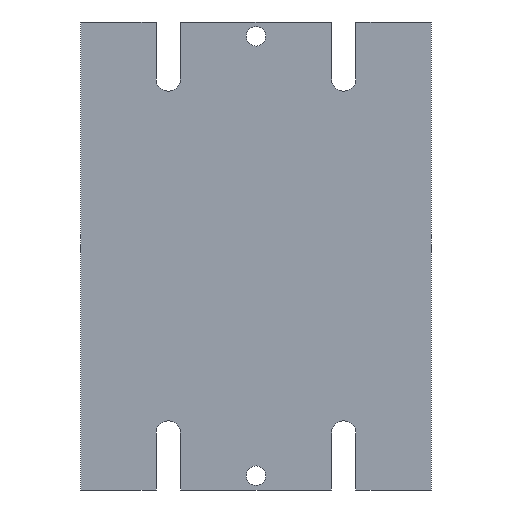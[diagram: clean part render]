
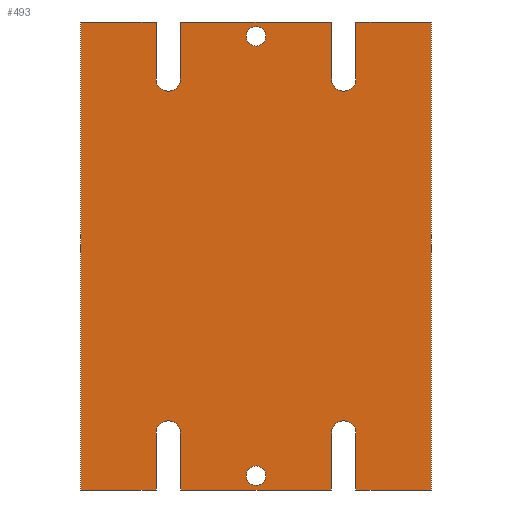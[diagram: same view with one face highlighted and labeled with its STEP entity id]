
A CAD part, front view. The second image highlights one B-rep face of the part: STEP entity #493.
In plain terms, the highlighted planar face has unit normal (0, -1, 0).
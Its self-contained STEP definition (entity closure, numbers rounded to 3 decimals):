
#14=FACE_BOUND('',#81,.T.);
#15=FACE_BOUND('',#82,.T.);
#32=PLANE('',#549);
#56=FACE_OUTER_BOUND('',#80,.T.);
#80=EDGE_LOOP('',(#398,#399,#400,#401,#402,#403,#404,#405,#406,#407,#408,
#409,#410,#411,#412,#413,#414,#415,#416,#417));
#81=EDGE_LOOP('',(#418));
#82=EDGE_LOOP('',(#419));
#90=LINE('',#697,#144);
#94=LINE('',#706,#148);
#98=LINE('',#718,#152);
#102=LINE('',#727,#156);
#106=LINE('',#739,#160);
#110=LINE('',#748,#164);
#114=LINE('',#760,#168);
#118=LINE('',#769,#172);
#122=LINE('',#780,#176);
#127=LINE('',#789,#181);
#128=LINE('',#791,#182);
#130=LINE('',#795,#184);
#135=LINE('',#804,#189);
#136=LINE('',#806,#190);
#138=LINE('',#809,#192);
#139=LINE('',#810,#193);
#144=VECTOR('',#571,10.);
#148=VECTOR('',#577,10.);
#152=VECTOR('',#589,10.);
#156=VECTOR('',#595,10.);
#160=VECTOR('',#607,10.);
#164=VECTOR('',#613,10.);
#168=VECTOR('',#625,10.);
#172=VECTOR('',#631,10.);
#176=VECTOR('',#643,10.);
#181=VECTOR('',#650,10.);
#182=VECTOR('',#653,10.);
#184=VECTOR('',#657,10.);
#189=VECTOR('',#664,10.);
#190=VECTOR('',#667,10.);
#192=VECTOR('',#671,10.);
#193=VECTOR('',#672,10.);
#197=CIRCLE('',#519,1.2);
#199=CIRCLE('',#522,1.2);
#200=CIRCLE('',#526,1.5);
#202=CIRCLE('',#531,1.5);
#204=CIRCLE('',#536,1.5);
#206=CIRCLE('',#541,1.5);
#209=VERTEX_POINT('',#685);
#211=VERTEX_POINT('',#691);
#212=VERTEX_POINT('',#695);
#213=VERTEX_POINT('',#696);
#216=VERTEX_POINT('',#704);
#217=VERTEX_POINT('',#705);
#220=VERTEX_POINT('',#716);
#221=VERTEX_POINT('',#717);
#224=VERTEX_POINT('',#725);
#225=VERTEX_POINT('',#726);
#228=VERTEX_POINT('',#737);
#229=VERTEX_POINT('',#738);
#232=VERTEX_POINT('',#746);
#233=VERTEX_POINT('',#747);
#236=VERTEX_POINT('',#758);
#237=VERTEX_POINT('',#759);
#240=VERTEX_POINT('',#767);
#241=VERTEX_POINT('',#768);
#244=VERTEX_POINT('',#779);
#247=VERTEX_POINT('',#787);
#248=VERTEX_POINT('',#794);
#251=VERTEX_POINT('',#802);
#254=EDGE_CURVE('',#209,#209,#197,.T.);
#257=EDGE_CURVE('',#211,#211,#199,.T.);
#258=EDGE_CURVE('',#212,#213,#90,.T.);
#262=EDGE_CURVE('',#216,#217,#94,.T.);
#266=EDGE_CURVE('',#217,#212,#200,.T.);
#268=EDGE_CURVE('',#220,#221,#98,.T.);
#272=EDGE_CURVE('',#224,#225,#102,.T.);
#276=EDGE_CURVE('',#225,#220,#202,.T.);
#278=EDGE_CURVE('',#228,#229,#106,.T.);
#282=EDGE_CURVE('',#232,#233,#110,.T.);
#286=EDGE_CURVE('',#233,#228,#204,.T.);
#288=EDGE_CURVE('',#236,#237,#114,.T.);
#292=EDGE_CURVE('',#240,#241,#118,.T.);
#296=EDGE_CURVE('',#241,#236,#206,.T.);
#298=EDGE_CURVE('',#232,#244,#122,.T.);
#303=EDGE_CURVE('',#247,#221,#127,.T.);
#304=EDGE_CURVE('',#224,#229,#128,.T.);
#306=EDGE_CURVE('',#240,#248,#130,.T.);
#311=EDGE_CURVE('',#251,#213,#135,.T.);
#312=EDGE_CURVE('',#216,#237,#136,.T.);
#314=EDGE_CURVE('',#244,#251,#138,.T.);
#315=EDGE_CURVE('',#248,#247,#139,.T.);
#398=ORIENTED_EDGE('',*,*,#262,.T.);
#399=ORIENTED_EDGE('',*,*,#266,.T.);
#400=ORIENTED_EDGE('',*,*,#258,.T.);
#401=ORIENTED_EDGE('',*,*,#311,.F.);
#402=ORIENTED_EDGE('',*,*,#314,.F.);
#403=ORIENTED_EDGE('',*,*,#298,.F.);
#404=ORIENTED_EDGE('',*,*,#282,.T.);
#405=ORIENTED_EDGE('',*,*,#286,.T.);
#406=ORIENTED_EDGE('',*,*,#278,.T.);
#407=ORIENTED_EDGE('',*,*,#304,.F.);
#408=ORIENTED_EDGE('',*,*,#272,.T.);
#409=ORIENTED_EDGE('',*,*,#276,.T.);
#410=ORIENTED_EDGE('',*,*,#268,.T.);
#411=ORIENTED_EDGE('',*,*,#303,.F.);
#412=ORIENTED_EDGE('',*,*,#315,.F.);
#413=ORIENTED_EDGE('',*,*,#306,.F.);
#414=ORIENTED_EDGE('',*,*,#292,.T.);
#415=ORIENTED_EDGE('',*,*,#296,.T.);
#416=ORIENTED_EDGE('',*,*,#288,.T.);
#417=ORIENTED_EDGE('',*,*,#312,.F.);
#418=ORIENTED_EDGE('',*,*,#254,.T.);
#419=ORIENTED_EDGE('',*,*,#257,.T.);
#493=ADVANCED_FACE('',(#56,#14,#15),#32,.F.);
#519=AXIS2_PLACEMENT_3D('',#687,#560,#561);
#522=AXIS2_PLACEMENT_3D('',#693,#567,#568);
#526=AXIS2_PLACEMENT_3D('',#713,#583,#584);
#531=AXIS2_PLACEMENT_3D('',#734,#601,#602);
#536=AXIS2_PLACEMENT_3D('',#755,#619,#620);
#541=AXIS2_PLACEMENT_3D('',#776,#637,#638);
#549=AXIS2_PLACEMENT_3D('',#808,#669,#670);
#560=DIRECTION('center_axis',(0.,1.,0.));
#561=DIRECTION('ref_axis',(1.,0.,0.));
#567=DIRECTION('center_axis',(0.,1.,0.));
#568=DIRECTION('ref_axis',(1.,0.,0.));
#571=DIRECTION('',(0.,0.,1.));
#577=DIRECTION('',(0.,0.,-1.));
#583=DIRECTION('center_axis',(0.,1.,0.));
#584=DIRECTION('ref_axis',(1.,0.,0.));
#589=DIRECTION('',(0.,0.,-1.));
#595=DIRECTION('',(0.,0.,1.));
#601=DIRECTION('center_axis',(0.,1.,0.));
#602=DIRECTION('ref_axis',(-1.,0.,0.));
#607=DIRECTION('',(0.,0.,-1.));
#613=DIRECTION('',(0.,0.,1.));
#619=DIRECTION('center_axis',(0.,1.,0.));
#620=DIRECTION('ref_axis',(-1.,0.,0.));
#625=DIRECTION('',(0.,0.,1.));
#631=DIRECTION('',(0.,0.,-1.));
#637=DIRECTION('center_axis',(0.,1.,0.));
#638=DIRECTION('ref_axis',(1.,0.,0.));
#643=DIRECTION('',(-1.,0.,0.));
#650=DIRECTION('',(-1.,0.,0.));
#653=DIRECTION('',(-1.,0.,0.));
#657=DIRECTION('',(1.,0.,0.));
#664=DIRECTION('',(1.,0.,0.));
#667=DIRECTION('',(1.,0.,0.));
#669=DIRECTION('center_axis',(0.,1.,0.));
#670=DIRECTION('ref_axis',(0.,0.,1.));
#671=DIRECTION('',(0.,0.,1.));
#672=DIRECTION('',(0.,0.,-1.));
#685=CARTESIAN_POINT('',(-1.2,0.,27.));
#687=CARTESIAN_POINT('Origin',(0.,0.,27.));
#691=CARTESIAN_POINT('',(-1.2,0.,-27.));
#693=CARTESIAN_POINT('Origin',(0.,0.,-27.));
#695=CARTESIAN_POINT('',(-12.275,0.,21.75));
#696=CARTESIAN_POINT('',(-12.275,0.,28.75));
#697=CARTESIAN_POINT('',(-12.275,0.,14.375));
#704=CARTESIAN_POINT('',(-9.275,0.,28.75));
#705=CARTESIAN_POINT('',(-9.275,0.,21.75));
#706=CARTESIAN_POINT('',(-9.275,0.,10.875));
#713=CARTESIAN_POINT('Origin',(-10.775,0.,21.75));
#716=CARTESIAN_POINT('',(12.275,0.,-21.75));
#717=CARTESIAN_POINT('',(12.275,0.,-28.75));
#718=CARTESIAN_POINT('',(12.275,0.,-14.375));
#725=CARTESIAN_POINT('',(9.275,0.,-28.75));
#726=CARTESIAN_POINT('',(9.275,0.,-21.75));
#727=CARTESIAN_POINT('',(9.275,0.,-10.875));
#734=CARTESIAN_POINT('Origin',(10.775,0.,-21.75));
#737=CARTESIAN_POINT('',(-9.275,0.,-21.75));
#738=CARTESIAN_POINT('',(-9.275,0.,-28.75));
#739=CARTESIAN_POINT('',(-9.275,0.,-14.375));
#746=CARTESIAN_POINT('',(-12.275,0.,-28.75));
#747=CARTESIAN_POINT('',(-12.275,0.,-21.75));
#748=CARTESIAN_POINT('',(-12.275,0.,-10.875));
#755=CARTESIAN_POINT('Origin',(-10.775,0.,-21.75));
#758=CARTESIAN_POINT('',(9.275,0.,21.75));
#759=CARTESIAN_POINT('',(9.275,0.,28.75));
#760=CARTESIAN_POINT('',(9.275,0.,14.375));
#767=CARTESIAN_POINT('',(12.275,0.,28.75));
#768=CARTESIAN_POINT('',(12.275,0.,21.75));
#769=CARTESIAN_POINT('',(12.275,0.,10.875));
#776=CARTESIAN_POINT('Origin',(10.775,0.,21.75));
#779=CARTESIAN_POINT('',(-21.55,0.,-28.75));
#780=CARTESIAN_POINT('',(21.55,0.,-28.75));
#787=CARTESIAN_POINT('',(21.55,0.,-28.75));
#789=CARTESIAN_POINT('',(21.55,0.,-28.75));
#791=CARTESIAN_POINT('',(21.55,0.,-28.75));
#794=CARTESIAN_POINT('',(21.55,0.,28.75));
#795=CARTESIAN_POINT('',(-21.55,0.,28.75));
#802=CARTESIAN_POINT('',(-21.55,0.,28.75));
#804=CARTESIAN_POINT('',(-21.55,0.,28.75));
#806=CARTESIAN_POINT('',(-21.55,0.,28.75));
#808=CARTESIAN_POINT('Origin',(0.,0.,0.));
#809=CARTESIAN_POINT('',(-21.55,0.,-28.75));
#810=CARTESIAN_POINT('',(21.55,0.,28.75));
